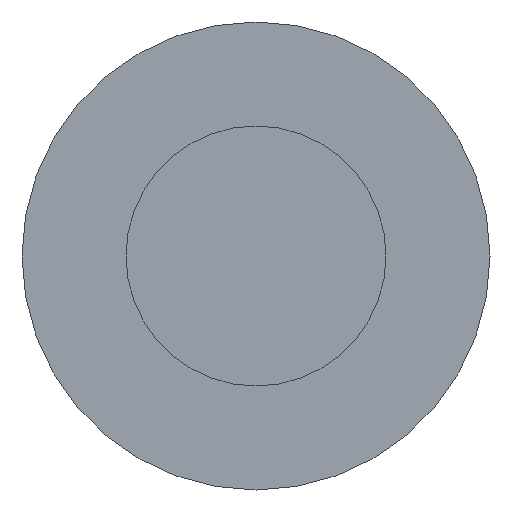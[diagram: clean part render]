
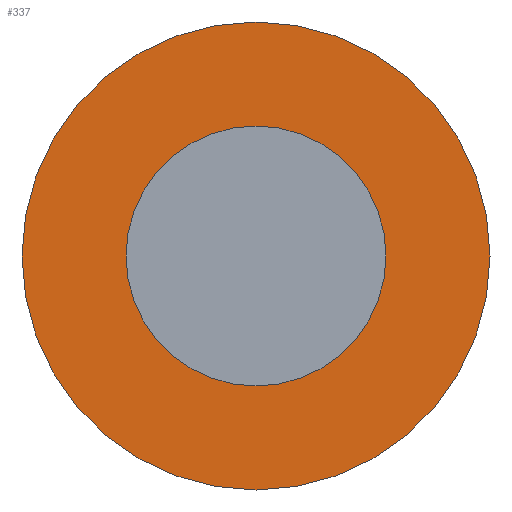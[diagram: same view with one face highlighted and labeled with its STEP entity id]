
A CAD part, front view. The second image highlights one B-rep face of the part: STEP entity #337.
In plain terms, the highlighted planar face has unit normal (0, -1, 0).
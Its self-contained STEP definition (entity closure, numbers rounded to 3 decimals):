
#32 = CIRCLE ( 'NONE', #282, 2.7 ) ;
#67 = CIRCLE ( 'NONE', #396, 1.5 ) ;
#86 = CIRCLE ( 'NONE', #416, 1.5 ) ;
#87 = FACE_BOUND ( 'NONE', #232, .T. ) ;
#98 = AXIS2_PLACEMENT_3D ( 'NONE', #113, #105, #166 ) ;
#105 = DIRECTION ( 'NONE',  ( 0., -1., 0. ) ) ;
#113 = CARTESIAN_POINT ( 'NONE',  ( 0., 8., 0. ) ) ;
#124 = CARTESIAN_POINT ( 'NONE',  ( 0., 8., 1.5 ) ) ;
#126 = FACE_OUTER_BOUND ( 'NONE', #258, .T. ) ;
#141 = CIRCLE ( 'NONE', #98, 2.7 ) ;
#160 = EDGE_CURVE ( 'NONE', #352, #388, #141, .T. ) ;
#166 = DIRECTION ( 'NONE',  ( 0., 0., -1. ) ) ;
#232 = EDGE_LOOP ( 'NONE', ( #293, #297 ) ) ;
#251 = DIRECTION ( 'NONE',  ( 0., 0., -1. ) ) ;
#252 = DIRECTION ( 'NONE',  ( 0., -1., 0. ) ) ;
#253 = CARTESIAN_POINT ( 'NONE',  ( 0., 8., 0. ) ) ;
#258 = EDGE_LOOP ( 'NONE', ( #285, #291 ) ) ;
#260 = CARTESIAN_POINT ( 'NONE',  ( 0., 8., 2.7 ) ) ;
#282 = AXIS2_PLACEMENT_3D ( 'NONE', #253, #252, #251 ) ;
#285 = ORIENTED_EDGE ( 'NONE', *, *, #160, .T. ) ;
#291 = ORIENTED_EDGE ( 'NONE', *, *, #389, .T. ) ;
#293 = ORIENTED_EDGE ( 'NONE', *, *, #367, .T. ) ;
#297 = ORIENTED_EDGE ( 'NONE', *, *, #303, .T. ) ;
#303 = EDGE_CURVE ( 'NONE', #455, #322, #86, .T. ) ;
#307 = DIRECTION ( 'NONE',  ( 0., 0., 1. ) ) ;
#310 = DIRECTION ( 'NONE',  ( 0., 1., 0. ) ) ;
#312 = CARTESIAN_POINT ( 'NONE',  ( 0., 8., 0. ) ) ;
#322 = VERTEX_POINT ( 'NONE', #456 ) ;
#337 = ADVANCED_FACE ( 'NONE', ( #126, #87 ), #405, .F. ) ;
#352 = VERTEX_POINT ( 'NONE', #375 ) ;
#367 = EDGE_CURVE ( 'NONE', #322, #455, #67, .T. ) ;
#375 = CARTESIAN_POINT ( 'NONE',  ( 0., 8., -2.7 ) ) ;
#388 = VERTEX_POINT ( 'NONE', #260 ) ;
#389 = EDGE_CURVE ( 'NONE', #388, #352, #32, .T. ) ;
#395 = DIRECTION ( 'NONE',  ( 0., 0., 1. ) ) ;
#396 = AXIS2_PLACEMENT_3D ( 'NONE', #312, #310, #307 ) ;
#397 = DIRECTION ( 'NONE',  ( 0., 1., 0. ) ) ;
#404 = CARTESIAN_POINT ( 'NONE',  ( -2.7, 8., 0. ) ) ;
#405 = PLANE ( 'NONE',  #459 ) ;
#416 = AXIS2_PLACEMENT_3D ( 'NONE', #440, #436, #433 ) ;
#433 = DIRECTION ( 'NONE',  ( 0., 0., 1. ) ) ;
#436 = DIRECTION ( 'NONE',  ( 0., 1., 0. ) ) ;
#440 = CARTESIAN_POINT ( 'NONE',  ( 0., 8., 0. ) ) ;
#455 = VERTEX_POINT ( 'NONE', #124 ) ;
#456 = CARTESIAN_POINT ( 'NONE',  ( 0., 8., -1.5 ) ) ;
#459 = AXIS2_PLACEMENT_3D ( 'NONE', #404, #397, #395 ) ;
